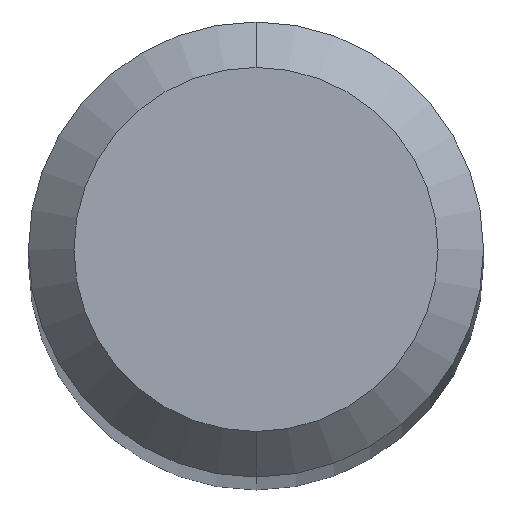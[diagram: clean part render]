
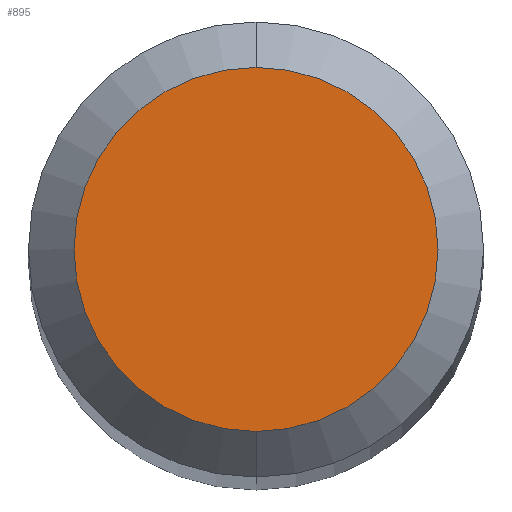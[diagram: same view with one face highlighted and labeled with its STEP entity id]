
A CAD part, top view. The second image highlights one B-rep face of the part: STEP entity #895.
In plain terms, the highlighted planar face has unit normal (0, 0, 1).
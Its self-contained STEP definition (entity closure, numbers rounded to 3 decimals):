
#399=EDGE_CURVE('',#857,#553,#1020,.T.);
#553=VERTEX_POINT('',#1189);
#813=EDGE_CURVE('',#553,#857,#1466,.T.);
#857=VERTEX_POINT('',#1515);
#895=ADVANCED_FACE('',(#1558),#1559,.T.);
#1020=CIRCLE('',#1788,1.2);
#1189=CARTESIAN_POINT('',(0.0,1.2,0.0));
#1466=CIRCLE('',#4049,1.2);
#1515=CARTESIAN_POINT('',(0.,-1.2,0.0));
#1558=FACE_OUTER_BOUND('',#4978,.T.);
#1559=PLANE('',#4979);
#1788=AXIS2_PLACEMENT_3D('',#5184,#5185,#5186);
#4049=AXIS2_PLACEMENT_3D('',#5602,#5603,#5604);
#4978=EDGE_LOOP('',(#5705,#5706));
#4979=AXIS2_PLACEMENT_3D('',#5707,#5708,#5709);
#5184=CARTESIAN_POINT('',(0.0,0.0,0.0));
#5185=DIRECTION('',(0.0,0.0,-1.0));
#5186=DIRECTION('',(0.0,1.0,0.0));
#5602=CARTESIAN_POINT('',(0.0,0.0,0.0));
#5603=DIRECTION('',(0.0,0.0,-1.0));
#5604=DIRECTION('',(0.0,1.0,0.0));
#5705=ORIENTED_EDGE('',*,*,#813,.F.);
#5706=ORIENTED_EDGE('',*,*,#399,.F.);
#5707=CARTESIAN_POINT('',(0.0,0.6,0.0));
#5708=DIRECTION('',(-0.0,0.0,1.0));
#5709=DIRECTION('',(0.0,-1.0,0.0));
